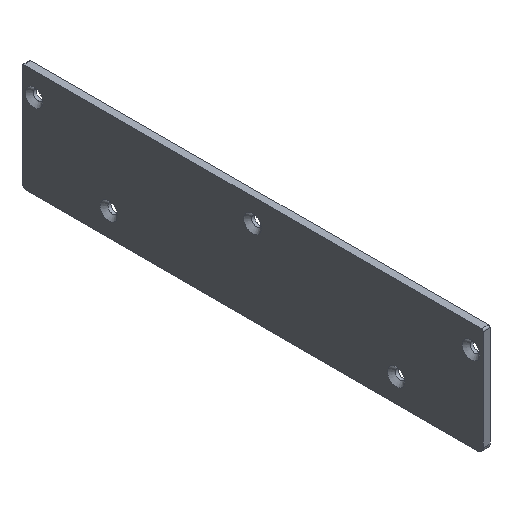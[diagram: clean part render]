
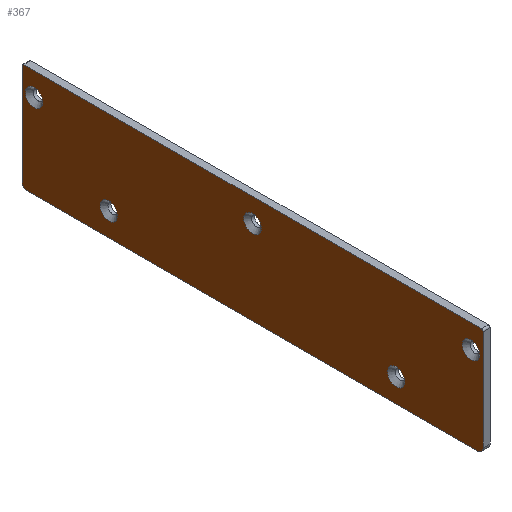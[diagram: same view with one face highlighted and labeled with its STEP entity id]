
A CAD part, isometric view. The second image highlights one B-rep face of the part: STEP entity #367.
In plain terms, the highlighted planar face has unit normal (-1, 0, 0).
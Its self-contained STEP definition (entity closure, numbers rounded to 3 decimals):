
#25=FACE_BOUND('',#81,.T.);
#26=FACE_BOUND('',#82,.T.);
#27=FACE_BOUND('',#83,.T.);
#28=FACE_BOUND('',#84,.T.);
#29=FACE_BOUND('',#85,.T.);
#35=PLANE('',#412);
#55=FACE_OUTER_BOUND('',#80,.T.);
#80=EDGE_LOOP('',(#326,#327,#328,#329,#330,#331,#332,#333));
#81=EDGE_LOOP('',(#334));
#82=EDGE_LOOP('',(#335));
#83=EDGE_LOOP('',(#336));
#84=EDGE_LOOP('',(#337));
#85=EDGE_LOOP('',(#338));
#90=LINE('',#542,#116);
#96=LINE('',#573,#122);
#108=LINE('',#616,#134);
#110=LINE('',#623,#136);
#116=VECTOR('',#427,10.);
#122=VECTOR('',#457,10.);
#134=VECTOR('',#511,10.);
#136=VECTOR('',#519,10.);
#138=CIRCLE('',#371,1.);
#148=CIRCLE('',#384,1.);
#149=CIRCLE('',#387,5.);
#151=CIRCLE('',#391,5.);
#153=CIRCLE('',#395,5.);
#155=CIRCLE('',#399,5.);
#157=CIRCLE('',#403,5.);
#159=CIRCLE('',#408,3.);
#160=CIRCLE('',#411,3.);
#161=VERTEX_POINT('',#529);
#162=VERTEX_POINT('',#530);
#166=VERTEX_POINT('',#540);
#177=VERTEX_POINT('',#566);
#178=VERTEX_POINT('',#567);
#179=VERTEX_POINT('',#572);
#180=VERTEX_POINT('',#576);
#182=VERTEX_POINT('',#584);
#184=VERTEX_POINT('',#592);
#186=VERTEX_POINT('',#600);
#188=VERTEX_POINT('',#608);
#190=VERTEX_POINT('',#618);
#191=VERTEX_POINT('',#622);
#192=EDGE_CURVE('',#161,#162,#138,.T.);
#198=EDGE_CURVE('',#161,#166,#90,.T.);
#210=EDGE_CURVE('',#177,#178,#148,.T.);
#213=EDGE_CURVE('',#179,#178,#96,.T.);
#215=EDGE_CURVE('',#180,#180,#149,.T.);
#219=EDGE_CURVE('',#182,#182,#151,.T.);
#223=EDGE_CURVE('',#184,#184,#153,.T.);
#227=EDGE_CURVE('',#186,#186,#155,.T.);
#231=EDGE_CURVE('',#188,#188,#157,.T.);
#235=EDGE_CURVE('',#177,#162,#108,.T.);
#236=EDGE_CURVE('',#190,#179,#159,.T.);
#238=EDGE_CURVE('',#191,#190,#110,.T.);
#240=EDGE_CURVE('',#166,#191,#160,.T.);
#326=ORIENTED_EDGE('',*,*,#192,.F.);
#327=ORIENTED_EDGE('',*,*,#198,.T.);
#328=ORIENTED_EDGE('',*,*,#240,.T.);
#329=ORIENTED_EDGE('',*,*,#238,.T.);
#330=ORIENTED_EDGE('',*,*,#236,.T.);
#331=ORIENTED_EDGE('',*,*,#213,.T.);
#332=ORIENTED_EDGE('',*,*,#210,.F.);
#333=ORIENTED_EDGE('',*,*,#235,.T.);
#334=ORIENTED_EDGE('',*,*,#215,.T.);
#335=ORIENTED_EDGE('',*,*,#219,.T.);
#336=ORIENTED_EDGE('',*,*,#223,.T.);
#337=ORIENTED_EDGE('',*,*,#227,.T.);
#338=ORIENTED_EDGE('',*,*,#231,.T.);
#367=ADVANCED_FACE('',(#55,#25,#26,#27,#28,#29),#35,.T.);
#371=AXIS2_PLACEMENT_3D('',#531,#417,#418);
#384=AXIS2_PLACEMENT_3D('',#568,#451,#452);
#387=AXIS2_PLACEMENT_3D('',#577,#461,#462);
#391=AXIS2_PLACEMENT_3D('',#585,#471,#472);
#395=AXIS2_PLACEMENT_3D('',#593,#481,#482);
#399=AXIS2_PLACEMENT_3D('',#601,#491,#492);
#403=AXIS2_PLACEMENT_3D('',#609,#501,#502);
#408=AXIS2_PLACEMENT_3D('',#619,#514,#515);
#411=AXIS2_PLACEMENT_3D('',#626,#523,#524);
#412=AXIS2_PLACEMENT_3D('',#627,#525,#526);
#417=DIRECTION('center_axis',(1.,0.,0.));
#418=DIRECTION('ref_axis',(0.,0.707,0.707));
#427=DIRECTION('',(0.,0.,-1.));
#451=DIRECTION('center_axis',(1.,0.,0.));
#452=DIRECTION('ref_axis',(0.,-0.707,0.707));
#457=DIRECTION('',(0.,0.,1.));
#461=DIRECTION('center_axis',(1.,0.,0.));
#462=DIRECTION('ref_axis',(0.,1.,0.));
#471=DIRECTION('center_axis',(1.,0.,0.));
#472=DIRECTION('ref_axis',(0.,1.,0.));
#481=DIRECTION('center_axis',(1.,0.,0.));
#482=DIRECTION('ref_axis',(0.,-1.,0.));
#491=DIRECTION('center_axis',(1.,0.,0.));
#492=DIRECTION('ref_axis',(0.,-1.,0.));
#501=DIRECTION('center_axis',(1.,0.,0.));
#502=DIRECTION('ref_axis',(0.,-1.,0.));
#511=DIRECTION('',(0.,1.,0.));
#514=DIRECTION('center_axis',(-1.,0.,0.));
#515=DIRECTION('ref_axis',(0.,0.,-1.));
#519=DIRECTION('',(0.,-1.,0.));
#523=DIRECTION('center_axis',(-1.,0.,0.));
#524=DIRECTION('ref_axis',(0.,1.,0.));
#525=DIRECTION('center_axis',(-1.,0.,0.));
#526=DIRECTION('ref_axis',(0.,-1.,0.));
#529=CARTESIAN_POINT('',(-167.,132.75,59.));
#530=CARTESIAN_POINT('',(-167.,131.75,60.));
#531=CARTESIAN_POINT('Origin',(-167.,131.75,59.));
#540=CARTESIAN_POINT('',(-167.,132.75,1.));
#542=CARTESIAN_POINT('',(-167.,132.75,60.));
#566=CARTESIAN_POINT('',(-167.,-131.75,60.));
#567=CARTESIAN_POINT('',(-167.,-132.75,59.));
#568=CARTESIAN_POINT('Origin',(-167.,-131.75,59.));
#572=CARTESIAN_POINT('',(-167.,-132.75,1.));
#573=CARTESIAN_POINT('',(-167.,-132.75,1.));
#576=CARTESIAN_POINT('',(-167.,-130.75,46.5));
#577=CARTESIAN_POINT('Origin',(-167.,-125.75,46.5));
#584=CARTESIAN_POINT('',(-167.,-87.75,11.5));
#585=CARTESIAN_POINT('Origin',(-167.,-82.75,11.5));
#592=CARTESIAN_POINT('',(-167.,5.,46.55));
#593=CARTESIAN_POINT('Origin',(-167.,0.,46.55));
#600=CARTESIAN_POINT('',(-167.,130.75,46.5));
#601=CARTESIAN_POINT('Origin',(-167.,125.75,46.5));
#608=CARTESIAN_POINT('',(-167.,87.75,11.5));
#609=CARTESIAN_POINT('Origin',(-167.,82.75,11.5));
#616=CARTESIAN_POINT('',(-167.,132.75,60.));
#618=CARTESIAN_POINT('',(-167.,-129.75,-2.));
#619=CARTESIAN_POINT('Origin',(-167.,-129.75,1.));
#622=CARTESIAN_POINT('',(-167.,129.75,-2.));
#623=CARTESIAN_POINT('',(-167.,129.75,-2.));
#626=CARTESIAN_POINT('Origin',(-167.,129.75,1.));
#627=CARTESIAN_POINT('Origin',(-167.,0.,29.));
